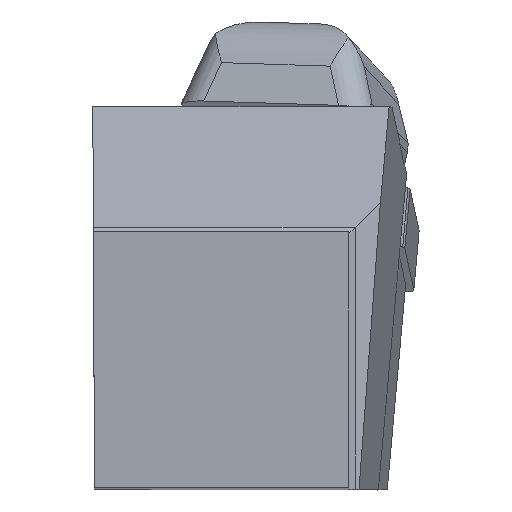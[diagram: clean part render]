
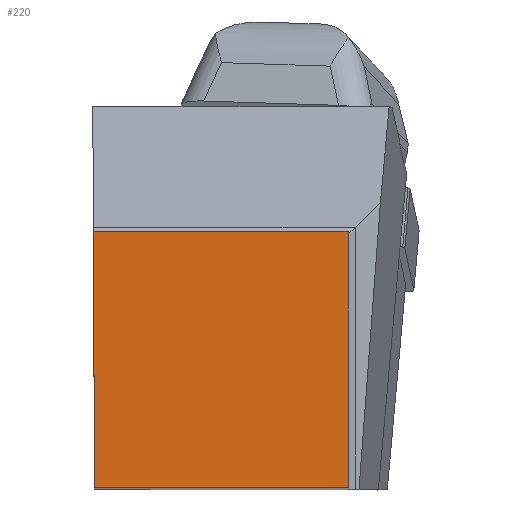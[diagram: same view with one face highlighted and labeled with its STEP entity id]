
A CAD part, top view. The second image highlights one B-rep face of the part: STEP entity #220.
In plain terms, the highlighted planar face has unit normal (0, 0, 1).
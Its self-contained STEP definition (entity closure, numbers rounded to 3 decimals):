
#155=FACE_OUTER_BOUND('',#612,.T.);
#220=ADVANCED_FACE('BLANK_BOXF006',(#155),#278,.F.);
#278=PLANE('',#1452);
#374=LINE('',#2118,#505);
#379=LINE('',#2129,#510);
#384=LINE('',#2139,#515);
#385=LINE('',#2141,#516);
#505=VECTOR('',#1676,1.);
#510=VECTOR('',#1685,1.);
#515=VECTOR('',#1694,1.);
#516=VECTOR('',#1695,1.);
#612=EDGE_LOOP('',(#803,#804,#805,#806));
#803=ORIENTED_EDGE('',*,*,#1229,.T.);
#804=ORIENTED_EDGE('',*,*,#1230,.T.);
#805=ORIENTED_EDGE('',*,*,#1224,.T.);
#806=ORIENTED_EDGE('',*,*,#1218,.T.);
#1078=VERTEX_POINT('',#2117);
#1079=VERTEX_POINT('',#2119);
#1083=VERTEX_POINT('',#2130);
#1086=VERTEX_POINT('',#2140);
#1218=EDGE_CURVE('',#1079,#1078,#374,.T.);
#1224=EDGE_CURVE('',#1083,#1079,#379,.T.);
#1229=EDGE_CURVE('',#1078,#1086,#384,.T.);
#1230=EDGE_CURVE('',#1086,#1083,#385,.T.);
#1452=AXIS2_PLACEMENT_3D('',#2142,#1696,#1697);
#1676=DIRECTION('',(1.,0.,0.));
#1685=DIRECTION('',(0.004,-1.,0.));
#1694=DIRECTION('',(0.,1.,0.));
#1695=DIRECTION('',(-1.,0.,0.));
#1696=DIRECTION('',(0.,0.,-1.));
#1697=DIRECTION('',(1.,0.,0.));
#2117=CARTESIAN_POINT('',(19.875,0.,0.));
#2118=CARTESIAN_POINT('',(-142.35,0.,0.));
#2119=CARTESIAN_POINT('',(0.087,0.,0.));
#2129=CARTESIAN_POINT('',(-0.534,142.349,0.));
#2130=CARTESIAN_POINT('',(0.,19.875,0.));
#2139=CARTESIAN_POINT('',(19.875,-142.35,0.));
#2140=CARTESIAN_POINT('',(19.875,19.875,0.));
#2141=CARTESIAN_POINT('',(142.35,19.875,0.));
#2142=CARTESIAN_POINT('',(41.35,-5.,0.));
